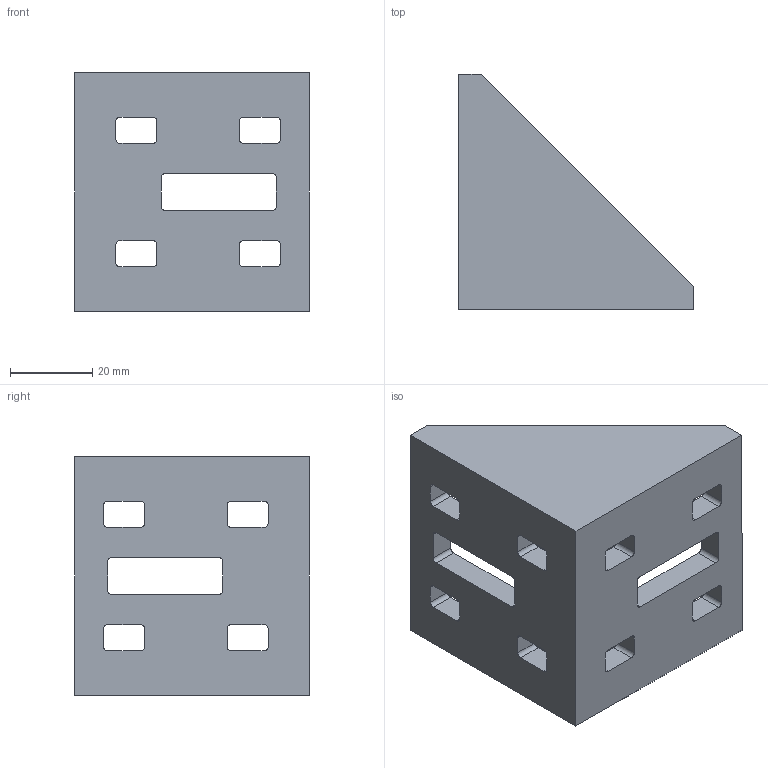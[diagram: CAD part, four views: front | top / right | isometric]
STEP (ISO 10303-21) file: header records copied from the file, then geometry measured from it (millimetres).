
FILE_DESCRIPTION(('STEP AP203'),'1');
FILE_NAME('FIXE10B1194.stp','2023-10-17T10:28:19',(' '),(' '),'Spatial InterOp 3D',' ',' ');
FILE_SCHEMA(('CONFIG_CONTROL_DESIGN'));
Length unit declared in the file: millimetre
Products named in the file (1): Equerre 10 60x60x60 Al brut
Bounding box: 57 x 57 x 58 mm (x, y, z)
Volume: 43016.8 mm3; surface area: 19645.6 mm2
Topology: 1 solids, 1 shells, 92 faces, 267 edges, 178 vertices
Faces by surface type: plane 51, cylinder 41
Entity records: 3275 total; most frequent: CARTESIAN_POINT 538, DIRECTION 535, ORIENTED_EDGE 534, EDGE_CURVE 267, LINE 185, VECTOR 185, VERTEX_POINT 178, AXIS2_PLACEMENT_3D 175
